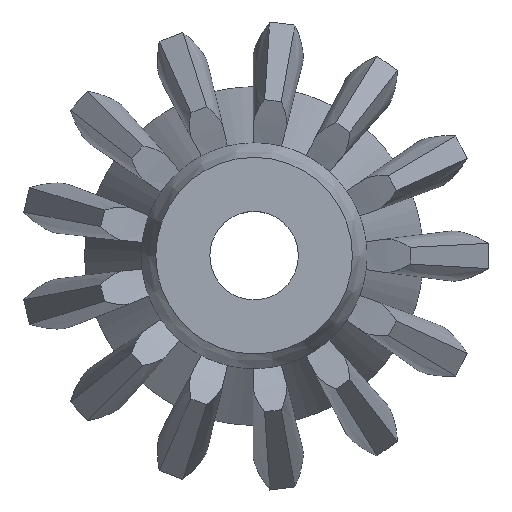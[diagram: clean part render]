
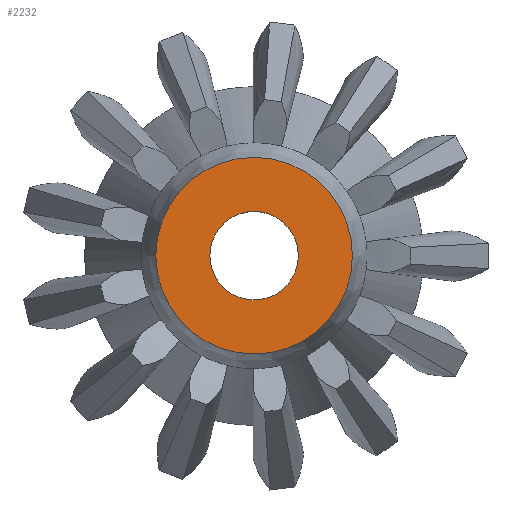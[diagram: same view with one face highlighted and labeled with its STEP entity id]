
A CAD part, top view. The second image highlights one B-rep face of the part: STEP entity #2232.
In plain terms, the highlighted planar face has unit normal (0, 0, 1).
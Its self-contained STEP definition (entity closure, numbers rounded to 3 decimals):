
#186=FACE_BOUND('',#384,.T.);
#189=PLANE('',#2419);
#246=FACE_OUTER_BOUND('',#383,.T.);
#383=EDGE_LOOP('',(#1569));
#384=EDGE_LOOP('',(#1570));
#915=CIRCLE('',#2387,1.4);
#918=CIRCLE('',#2392,3.109);
#973=VERTEX_POINT('',#3093);
#977=VERTEX_POINT('',#3103);
#1188=EDGE_CURVE('',#973,#973,#915,.T.);
#1192=EDGE_CURVE('',#977,#977,#918,.T.);
#1569=ORIENTED_EDGE('',*,*,#1192,.F.);
#1570=ORIENTED_EDGE('',*,*,#1188,.T.);
#2232=ADVANCED_FACE('',(#246,#186),#189,.T.);
#2387=AXIS2_PLACEMENT_3D('',#3095,#2560,#2561);
#2392=AXIS2_PLACEMENT_3D('',#3105,#2571,#2572);
#2419=AXIS2_PLACEMENT_3D('',#3157,#2625,#2626);
#2560=DIRECTION('center_axis',(0.,0.,-1.));
#2561=DIRECTION('ref_axis',(-1.,0.,0.));
#2571=DIRECTION('center_axis',(0.,0.,-1.));
#2572=DIRECTION('ref_axis',(-1.,0.,0.));
#2625=DIRECTION('center_axis',(0.,0.,1.));
#2626=DIRECTION('ref_axis',(-1.,0.,0.));
#3093=CARTESIAN_POINT('',(1.297,0.,6.665));
#3095=CARTESIAN_POINT('Origin',(-0.103,0.,6.665));
#3103=CARTESIAN_POINT('',(3.006,0.,6.665));
#3105=CARTESIAN_POINT('Origin',(-0.103,0.,6.665));
#3157=CARTESIAN_POINT('Origin',(-0.103,0.,6.665));
